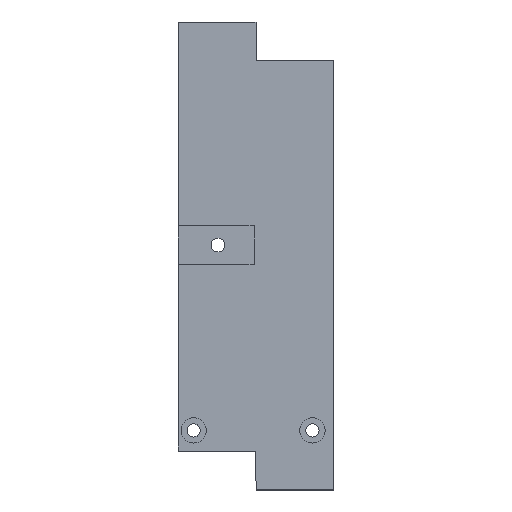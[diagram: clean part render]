
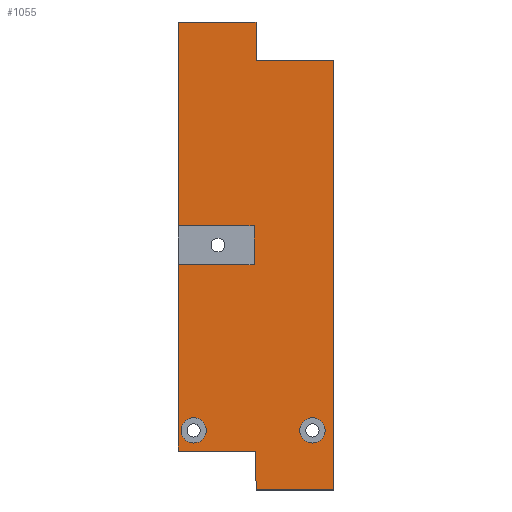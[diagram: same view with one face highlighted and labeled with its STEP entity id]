
A CAD part, top view. The second image highlights one B-rep face of the part: STEP entity #1055.
In plain terms, the highlighted face is planar.
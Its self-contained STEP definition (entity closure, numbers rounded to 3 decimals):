
#10 = DIRECTION ( 'NONE',  ( 0., 0., -1. ) ) ;
#14 = DIRECTION ( 'NONE',  ( -1., 0., 0. ) ) ;
#17 = EDGE_CURVE ( 'NONE', #1136, #587, #391, .T. ) ;
#26 = CARTESIAN_POINT ( 'NONE',  ( 61.508, 52.605, -8. ) ) ;
#35 = CARTESIAN_POINT ( 'NONE',  ( 46.008, 105.19, -8. ) ) ;
#37 = CARTESIAN_POINT ( 'NONE',  ( 45.508, 157.5, -8. ) ) ;
#38 = LINE ( 'NONE', #748, #1028 ) ;
#52 = CIRCLE ( 'NONE', #752, 3.25 ) ;
#59 = CARTESIAN_POINT ( 'NONE',  ( 31.008, 52.605, -8. ) ) ;
#68 = DIRECTION ( 'NONE',  ( 0., 1., 0. ) ) ;
#72 = CARTESIAN_POINT ( 'NONE',  ( 65.508, 157.5, -8. ) ) ;
#76 = EDGE_CURVE ( 'NONE', #1064, #190, #810, .T. ) ;
#88 = FACE_OUTER_BOUND ( 'NONE', #1156, .T. ) ;
#108 = DIRECTION ( 'NONE',  ( -1., 0., 0. ) ) ;
#119 = ORIENTED_EDGE ( 'NONE', *, *, #125, .F. ) ;
#122 = CARTESIAN_POINT ( 'NONE',  ( 25.508, 147.5, -8. ) ) ;
#125 = EDGE_CURVE ( 'NONE', #754, #202, #141, .T. ) ;
#130 = LINE ( 'NONE', #122, #600 ) ;
#133 = VERTEX_POINT ( 'NONE', #224 ) ;
#137 = CARTESIAN_POINT ( 'NONE',  ( 65.508, 95.19, -8. ) ) ;
#141 = CIRCLE ( 'NONE', #465, 3.25 ) ;
#146 = CARTESIAN_POINT ( 'NONE',  ( 31.008, 52.605, -8. ) ) ;
#154 = CARTESIAN_POINT ( 'NONE',  ( 25.508, 147.5, -8. ) ) ;
#176 = CARTESIAN_POINT ( 'NONE',  ( 65.508, 105.19, -8. ) ) ;
#182 = DIRECTION ( 'NONE',  ( 0., 1., 0. ) ) ;
#190 = VERTEX_POINT ( 'NONE', #244 ) ;
#202 = VERTEX_POINT ( 'NONE', #623 ) ;
#210 = DIRECTION ( 'NONE',  ( -1., 0., 0. ) ) ;
#213 = VECTOR ( 'NONE', #210, 1000. ) ;
#217 = EDGE_CURVE ( 'NONE', #680, #635, #884, .T. ) ;
#224 = CARTESIAN_POINT ( 'NONE',  ( 65.508, 47.32, -8. ) ) ;
#227 = LINE ( 'NONE', #275, #942 ) ;
#231 = DIRECTION ( 'NONE',  ( -1., 0., 0. ) ) ;
#244 = CARTESIAN_POINT ( 'NONE',  ( 45.508, 37.32, -8. ) ) ;
#245 = EDGE_CURVE ( 'NONE', #635, #1080, #987, .T. ) ;
#254 = EDGE_LOOP ( 'NONE', ( #119, #321 ) ) ;
#261 = CARTESIAN_POINT ( 'NONE',  ( 65.508, 47.32, -8. ) ) ;
#265 = VECTOR ( 'NONE', #803, 1000. ) ;
#272 = ORIENTED_EDGE ( 'NONE', *, *, #337, .F. ) ;
#275 = CARTESIAN_POINT ( 'NONE',  ( 45.508, 47.32, -8. ) ) ;
#279 = CARTESIAN_POINT ( 'NONE',  ( 25.508, 147.5, -8. ) ) ;
#280 = CARTESIAN_POINT ( 'NONE',  ( 58.258, 52.605, -8. ) ) ;
#294 = CARTESIAN_POINT ( 'NONE',  ( 64.758, 52.605, -8. ) ) ;
#297 = LINE ( 'NONE', #261, #517 ) ;
#303 = CARTESIAN_POINT ( 'NONE',  ( 65.508, 95.19, -8. ) ) ;
#307 = DIRECTION ( 'NONE',  ( 1., 0., 0. ) ) ;
#319 = DIRECTION ( 'NONE',  ( 0., 0., -1. ) ) ;
#321 = ORIENTED_EDGE ( 'NONE', *, *, #802, .F. ) ;
#322 = DIRECTION ( 'NONE',  ( 0., 1., 0. ) ) ;
#325 = DIRECTION ( 'NONE',  ( -1., 0., 0. ) ) ;
#326 = FACE_BOUND ( 'NONE', #254, .T. ) ;
#330 = VERTEX_POINT ( 'NONE', #72 ) ;
#337 = EDGE_CURVE ( 'NONE', #540, #411, #1075, .T. ) ;
#342 = VECTOR ( 'NONE', #307, 1000. ) ;
#376 = EDGE_LOOP ( 'NONE', ( #773, #913 ) ) ;
#391 = CIRCLE ( 'NONE', #1037, 3.25 ) ;
#401 = CARTESIAN_POINT ( 'NONE',  ( 27.758, 52.605, -8. ) ) ;
#411 = VERTEX_POINT ( 'NONE', #176 ) ;
#456 = AXIS2_PLACEMENT_3D ( 'NONE', #554, #1130, #108 ) ;
#457 = VECTOR ( 'NONE', #322, 1000. ) ;
#463 = EDGE_CURVE ( 'NONE', #915, #133, #227, .T. ) ;
#465 = AXIS2_PLACEMENT_3D ( 'NONE', #146, #500, #231 ) ;
#467 = CARTESIAN_POINT ( 'NONE',  ( 25.508, 37.32, -8. ) ) ;
#500 = DIRECTION ( 'NONE',  ( 0., 0., -1. ) ) ;
#501 = VECTOR ( 'NONE', #1032, 1000. ) ;
#506 = ORIENTED_EDGE ( 'NONE', *, *, #716, .F. ) ;
#517 = VECTOR ( 'NONE', #182, 1000. ) ;
#528 = CARTESIAN_POINT ( 'NONE',  ( 65.508, 105.19, -8. ) ) ;
#540 = VERTEX_POINT ( 'NONE', #35 ) ;
#545 = DIRECTION ( 'NONE',  ( 1., 0., 0. ) ) ;
#554 = CARTESIAN_POINT ( 'NONE',  ( 0., 0., -8. ) ) ;
#555 = ORIENTED_EDGE ( 'NONE', *, *, #1104, .F. ) ;
#573 = ORIENTED_EDGE ( 'NONE', *, *, #814, .F. ) ;
#585 = VECTOR ( 'NONE', #831, 1000. ) ;
#587 = VERTEX_POINT ( 'NONE', #280 ) ;
#599 = CARTESIAN_POINT ( 'NONE',  ( 61.508, 52.605, -8. ) ) ;
#600 = VECTOR ( 'NONE', #891, 1000. ) ;
#612 = FACE_BOUND ( 'NONE', #376, .T. ) ;
#623 = CARTESIAN_POINT ( 'NONE',  ( 34.258, 52.605, -8. ) ) ;
#635 = VERTEX_POINT ( 'NONE', #1072 ) ;
#659 = CIRCLE ( 'NONE', #1170, 3.25 ) ;
#665 = ORIENTED_EDGE ( 'NONE', *, *, #674, .F. ) ;
#674 = EDGE_CURVE ( 'NONE', #1080, #1064, #130, .T. ) ;
#680 = VERTEX_POINT ( 'NONE', #691 ) ;
#685 = EDGE_CURVE ( 'NONE', #587, #1136, #52, .T. ) ;
#691 = CARTESIAN_POINT ( 'NONE',  ( 45.508, 157.5, -8. ) ) ;
#699 = ORIENTED_EDGE ( 'NONE', *, *, #76, .F. ) ;
#715 = CARTESIAN_POINT ( 'NONE',  ( 45.508, 147.5, -8. ) ) ;
#716 = EDGE_CURVE ( 'NONE', #330, #680, #764, .T. ) ;
#717 = LINE ( 'NONE', #899, #1074 ) ;
#726 = CARTESIAN_POINT ( 'NONE',  ( 46.008, 95.19, -8. ) ) ;
#740 = VERTEX_POINT ( 'NONE', #303 ) ;
#748 = CARTESIAN_POINT ( 'NONE',  ( 65.508, 47.32, -8. ) ) ;
#752 = AXIS2_PLACEMENT_3D ( 'NONE', #599, #319, #781 ) ;
#754 = VERTEX_POINT ( 'NONE', #401 ) ;
#764 = LINE ( 'NONE', #37, #213 ) ;
#773 = ORIENTED_EDGE ( 'NONE', *, *, #685, .F. ) ;
#781 = DIRECTION ( 'NONE',  ( -1., 0., 0. ) ) ;
#794 = LINE ( 'NONE', #137, #265 ) ;
#802 = EDGE_CURVE ( 'NONE', #202, #754, #659, .T. ) ;
#803 = DIRECTION ( 'NONE',  ( -1., 0., 0. ) ) ;
#810 = LINE ( 'NONE', #1158, #342 ) ;
#814 = EDGE_CURVE ( 'NONE', #901, #540, #717, .T. ) ;
#816 = DIRECTION ( 'NONE',  ( 0., 0., -1. ) ) ;
#821 = LINE ( 'NONE', #894, #457 ) ;
#830 = EDGE_CURVE ( 'NONE', #740, #901, #794, .T. ) ;
#831 = DIRECTION ( 'NONE',  ( -1., 0., 0. ) ) ;
#846 = PLANE ( 'NONE',  #456 ) ;
#854 = EDGE_CURVE ( 'NONE', #190, #915, #821, .T. ) ;
#863 = ORIENTED_EDGE ( 'NONE', *, *, #217, .F. ) ;
#872 = ORIENTED_EDGE ( 'NONE', *, *, #245, .F. ) ;
#884 = LINE ( 'NONE', #715, #898 ) ;
#891 = DIRECTION ( 'NONE',  ( 0., -1., 0. ) ) ;
#894 = CARTESIAN_POINT ( 'NONE',  ( 45.508, 37.32, -8. ) ) ;
#898 = VECTOR ( 'NONE', #1190, 1000. ) ;
#899 = CARTESIAN_POINT ( 'NONE',  ( 46.008, 105.19, -8. ) ) ;
#901 = VERTEX_POINT ( 'NONE', #726 ) ;
#913 = ORIENTED_EDGE ( 'NONE', *, *, #17, .F. ) ;
#915 = VERTEX_POINT ( 'NONE', #1100 ) ;
#942 = VECTOR ( 'NONE', #545, 1000. ) ;
#987 = LINE ( 'NONE', #154, #585 ) ;
#1028 = VECTOR ( 'NONE', #1065, 1000. ) ;
#1032 = DIRECTION ( 'NONE',  ( 1., 0., 0. ) ) ;
#1037 = AXIS2_PLACEMENT_3D ( 'NONE', #26, #10, #14 ) ;
#1051 = ORIENTED_EDGE ( 'NONE', *, *, #1119, .F. ) ;
#1055 = ADVANCED_FACE ( 'NONE', ( #612, #326, #88 ), #846, .T. ) ;
#1064 = VERTEX_POINT ( 'NONE', #467 ) ;
#1065 = DIRECTION ( 'NONE',  ( 0., 1., 0. ) ) ;
#1072 = CARTESIAN_POINT ( 'NONE',  ( 45.508, 147.5, -8. ) ) ;
#1074 = VECTOR ( 'NONE', #68, 1000. ) ;
#1075 = LINE ( 'NONE', #528, #501 ) ;
#1080 = VERTEX_POINT ( 'NONE', #279 ) ;
#1100 = CARTESIAN_POINT ( 'NONE',  ( 45.508, 47.32, -8. ) ) ;
#1104 = EDGE_CURVE ( 'NONE', #411, #330, #297, .T. ) ;
#1119 = EDGE_CURVE ( 'NONE', #133, #740, #38, .T. ) ;
#1130 = DIRECTION ( 'NONE',  ( 0., 0., -1. ) ) ;
#1136 = VERTEX_POINT ( 'NONE', #294 ) ;
#1151 = ORIENTED_EDGE ( 'NONE', *, *, #830, .F. ) ;
#1156 = EDGE_LOOP ( 'NONE', ( #272, #573, #1151, #1051, #1165, #1166, #699, #665, #872, #863, #506, #555 ) ) ;
#1158 = CARTESIAN_POINT ( 'NONE',  ( 25.508, 37.32, -8. ) ) ;
#1165 = ORIENTED_EDGE ( 'NONE', *, *, #463, .F. ) ;
#1166 = ORIENTED_EDGE ( 'NONE', *, *, #854, .F. ) ;
#1170 = AXIS2_PLACEMENT_3D ( 'NONE', #59, #816, #325 ) ;
#1190 = DIRECTION ( 'NONE',  ( 0., -1., 0. ) ) ;
